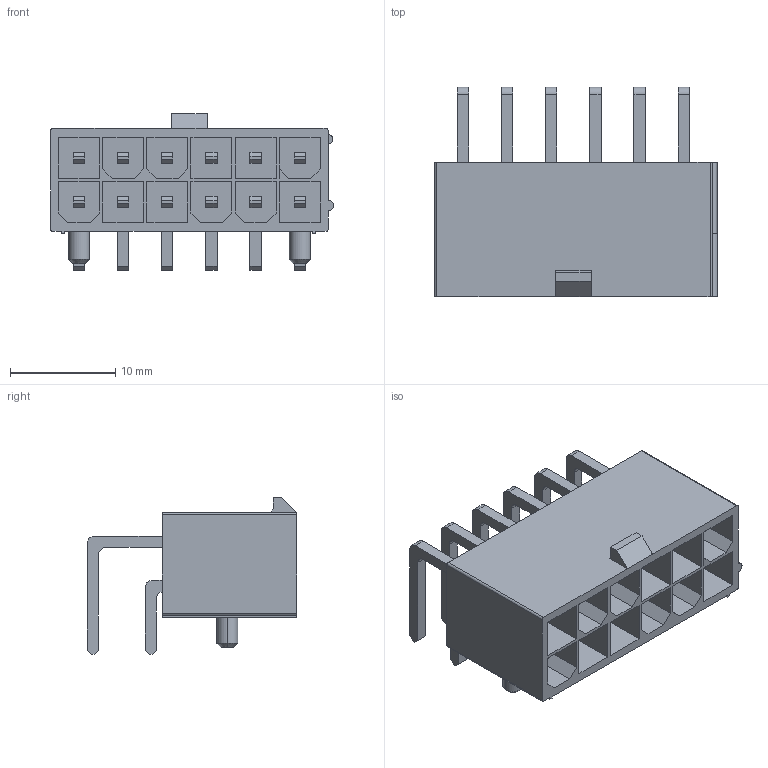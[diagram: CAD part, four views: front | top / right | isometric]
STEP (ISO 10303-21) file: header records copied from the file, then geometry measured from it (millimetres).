
FILE_DESCRIPTION (( 'STEP AP214' ), '1' );
FILE_NAME ('CONN-TH_50-36-2296.step', '2022-08-03T17:18:17', ( '' ), ( '' ), 'SwSTEP 2.0', 'SolidWorks 2020', '' );
FILE_SCHEMA (( 'AUTOMOTIVE_DESIGN' ));
Length unit declared in the file: millimetre
Products named in the file (1): CONN-TH_50-36-2296
Bounding box: 26.9 x 19.93 x 14.9 mm (x, y, z)
Volume: 2336.7 mm3; surface area: 3660.8 mm2
Topology: 14 solids, 14 shells, 613 faces, 1614 edges, 1074 vertices
Faces by surface type: plane 461, bspline 114, cylinder 34, cone 4
Entity records: 24065 total; most frequent: CARTESIAN_POINT 5664, ORIENTED_EDGE 3228, DIRECTION 2454, EDGE_CURVE 1614, VECTOR 1310, LINE 1310, VERTEX_POINT 1074, EDGE_LOOP 670
